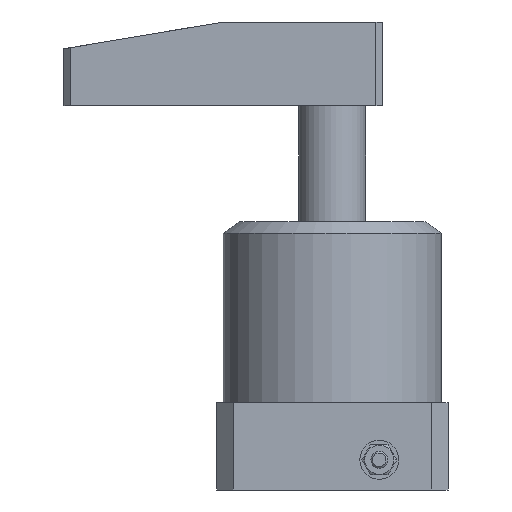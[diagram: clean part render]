
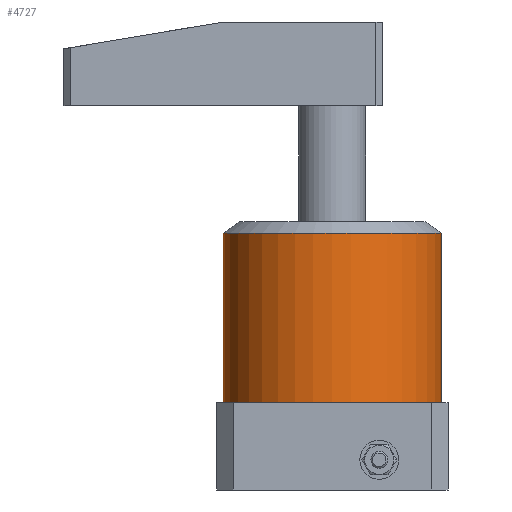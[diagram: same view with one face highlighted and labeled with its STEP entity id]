
A CAD part, front view. The second image highlights one B-rep face of the part: STEP entity #4727.
In plain terms, the highlighted cylindrical face has radius 32.5 mm (diameter 65 mm), a partial arc.
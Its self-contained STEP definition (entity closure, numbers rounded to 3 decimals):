
#169 = DIRECTION ( 'NONE',  ( -1., 0., 0. ) ) ;
#176 = DIRECTION ( 'NONE',  ( 0., 0., -1. ) ) ;
#177 = CARTESIAN_POINT ( 'NONE',  ( 0., 0., 80. ) ) ;
#737 = FACE_OUTER_BOUND ( 'NONE', #4225, .T. ) ;
#741 = CYLINDRICAL_SURFACE ( 'NONE', #5642, 32.5 ) ;
#869 = EDGE_CURVE ( 'NONE', #4397, #4430, #1269, .T. ) ;
#1269 = CIRCLE ( 'NONE', #6503, 32.5 ) ;
#1936 = DIRECTION ( 'NONE',  ( 0., 0., 1. ) ) ;
#1938 = CARTESIAN_POINT ( 'NONE',  ( 0., 0., 76.5 ) ) ;
#2027 = DIRECTION ( 'NONE',  ( 1., 0., 0. ) ) ;
#2400 = CARTESIAN_POINT ( 'NONE',  ( -32.5, 0., 76.5 ) ) ;
#2413 = CARTESIAN_POINT ( 'NONE',  ( -32.5, 0., 26. ) ) ;
#2477 = CARTESIAN_POINT ( 'NONE',  ( 32.5, 0., 76.5 ) ) ;
#2568 = CARTESIAN_POINT ( 'NONE',  ( 32.5, 0., 26. ) ) ;
#2862 = LINE ( 'NONE', #3619, #2867 ) ;
#2864 = LINE ( 'NONE', #3612, #2866 ) ;
#2866 = VECTOR ( 'NONE', #3608, 1000. ) ;
#2867 = VECTOR ( 'NONE', #3613, 1000. ) ;
#3608 = DIRECTION ( 'NONE',  ( 0., 0., -1. ) ) ;
#3612 = CARTESIAN_POINT ( 'NONE',  ( -32.5, 0., 80. ) ) ;
#3613 = DIRECTION ( 'NONE',  ( 0., 0., -1. ) ) ;
#3619 = CARTESIAN_POINT ( 'NONE',  ( 32.5, 0., 80. ) ) ;
#3654 = AXIS2_PLACEMENT_3D ( 'NONE', #5942, #5943, #5944 ) ;
#4225 = EDGE_LOOP ( 'NONE', ( #5760, #5759, #5758, #5757 ) ) ;
#4397 = VERTEX_POINT ( 'NONE', #2400 ) ;
#4414 = VERTEX_POINT ( 'NONE', #2568 ) ;
#4430 = VERTEX_POINT ( 'NONE', #2477 ) ;
#4532 = VERTEX_POINT ( 'NONE', #2413 ) ;
#4727 = ADVANCED_FACE ( 'NONE', ( #737 ), #741, .T. ) ;
#5642 = AXIS2_PLACEMENT_3D ( 'NONE', #177, #176, #169 ) ;
#5757 = ORIENTED_EDGE ( 'NONE', *, *, #6416, .T. ) ;
#5758 = ORIENTED_EDGE ( 'NONE', *, *, #6492, .T. ) ;
#5759 = ORIENTED_EDGE ( 'NONE', *, *, #869, .F. ) ;
#5760 = ORIENTED_EDGE ( 'NONE', *, *, #6494, .F. ) ;
#5942 = CARTESIAN_POINT ( 'NONE',  ( 0., 0., 26. ) ) ;
#5943 = DIRECTION ( 'NONE',  ( 0., 0., 1. ) ) ;
#5944 = DIRECTION ( 'NONE',  ( 1., 0., 0. ) ) ;
#6041 = CIRCLE ( 'NONE', #3654, 32.5 ) ;
#6416 = EDGE_CURVE ( 'NONE', #4532, #4414, #6041, .T. ) ;
#6492 = EDGE_CURVE ( 'NONE', #4397, #4532, #2864, .T. ) ;
#6494 = EDGE_CURVE ( 'NONE', #4430, #4414, #2862, .T. ) ;
#6503 = AXIS2_PLACEMENT_3D ( 'NONE', #1938, #1936, #2027 ) ;
